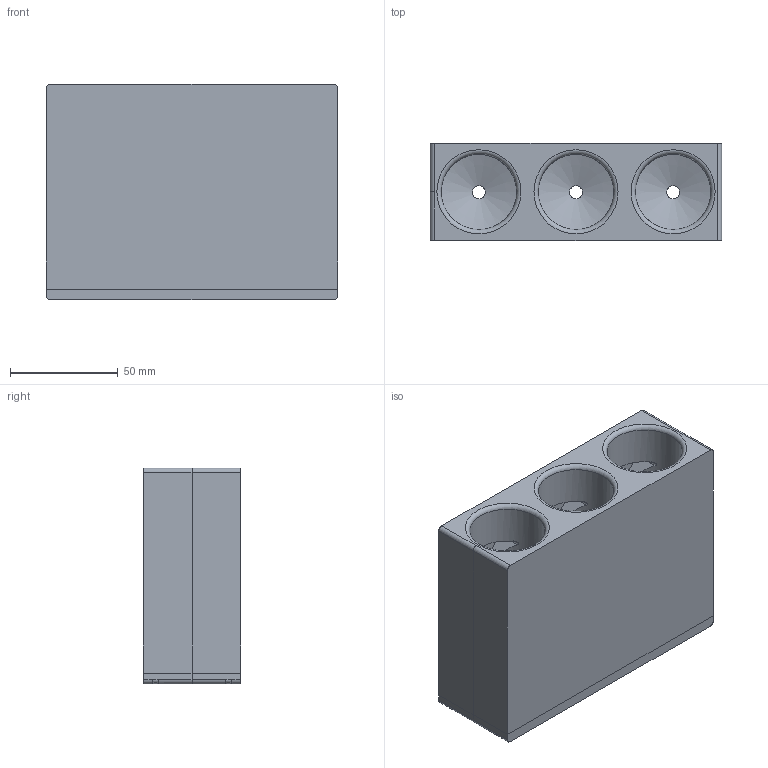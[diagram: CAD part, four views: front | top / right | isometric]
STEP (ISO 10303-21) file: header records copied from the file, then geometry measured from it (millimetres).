
FILE_DESCRIPTION(('FreeCAD Model'),'2;1');
FILE_NAME('Open CASCADE Shape Model','2024-06-29T09:09:08',('Author'),( ''),'Open CASCADE STEP processor 7.6','FreeCAD','Unknown');
FILE_SCHEMA(('AUTOMOTIVE_DESIGN { 1 0 10303 214 1 1 1 1 }'));
Length unit declared in the file: millimetre
Products named in the file (1): main_body
Bounding box: 135 x 45 x 100 mm (x, y, z)
Volume: 258990.1 mm3; surface area: 99870.7 mm2
Topology: 1 solids, 1 shells, 386 faces, 1026 edges, 669 vertices
Faces by surface type: plane 213, cylinder 161, bspline 6, cone 3, torus 3
Full cylindrical faces by diameter (mm): 7.5 x4, 35 x3
Entity records: 39028 total; most frequent: CARTESIAN_POINT 19756, DIRECTION 3282, ORIENTED_EDGE 2052, PCURVE 2052, DEFINITIONAL_REPRESENTATION 2052, LINE 1762, VECTOR 1762, EDGE_CURVE 1026
